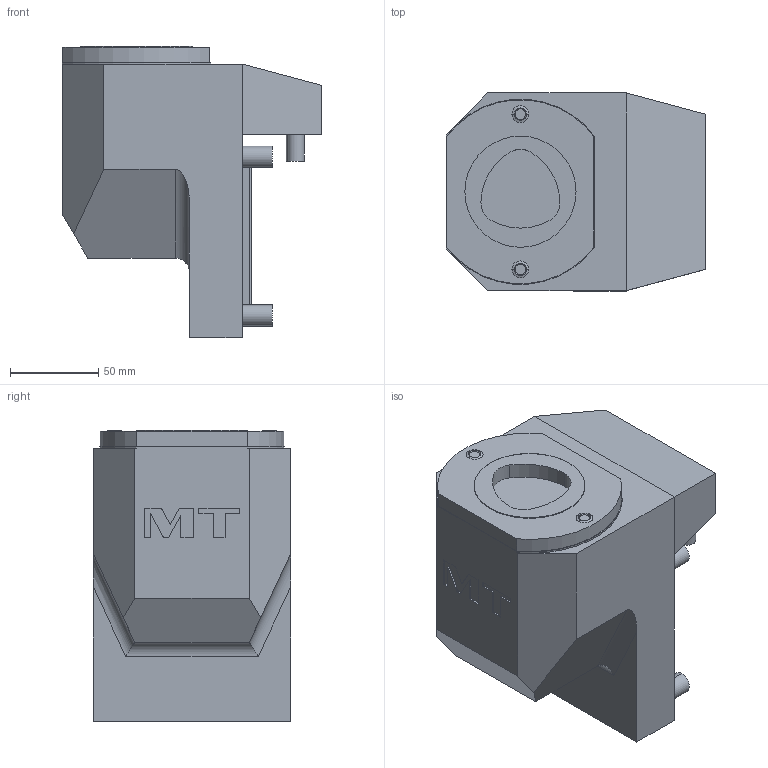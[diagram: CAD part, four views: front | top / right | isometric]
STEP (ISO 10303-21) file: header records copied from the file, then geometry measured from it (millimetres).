
FILE_DESCRIPTION((''),'2;1');
FILE_NAME('DWO0516010_CONF','2023-04-19T08:25:21',('gvalli'),('M.T. srl'),'CREO PARAMETRIC BY PTC INC, 2021072','CREO PARAMETRIC BY PTC INC, 2021072','');
FILE_SCHEMA(('CONFIG_CONTROL_DESIGN'));
Length unit declared in the file: millimetre
Products named in the file (1): DWO0516010_CONF
Bounding box: 147 x 112 x 165 mm (x, y, z)
Volume: 1506889.3 mm3; surface area: 95150.1 mm2
Topology: 1 solids, 1 shells, 104 faces, 258 edges, 170 vertices
Faces by surface type: plane 67, cylinder 27, sphere 4, cone 4, extrusion 2
Entity records: 3193 total; most frequent: CARTESIAN_POINT 621, DIRECTION 524, ORIENTED_EDGE 516, EDGE_CURVE 258, VECTOR 184, LINE 182, AXIS2_PLACEMENT_3D 170, VERTEX_POINT 170
